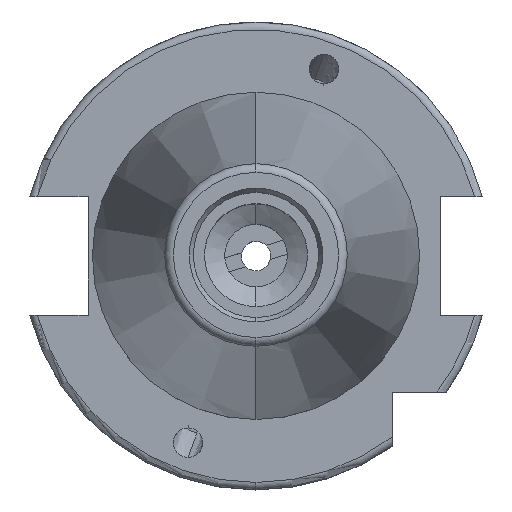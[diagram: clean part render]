
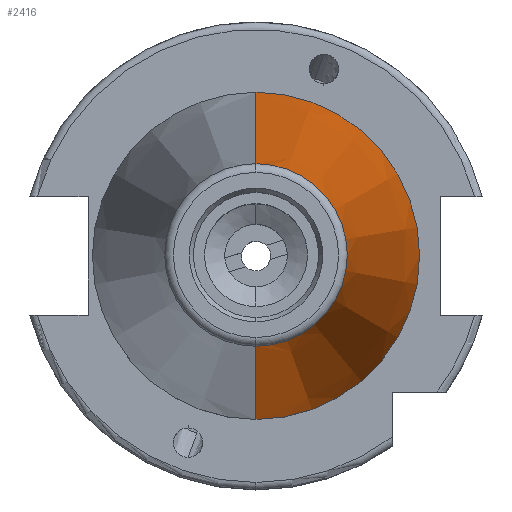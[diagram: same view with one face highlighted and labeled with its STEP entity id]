
A CAD part, top view. The second image highlights one B-rep face of the part: STEP entity #2416.
In plain terms, the highlighted conical face has half-angle 8.297 degrees and reference radius 22.225 mm.
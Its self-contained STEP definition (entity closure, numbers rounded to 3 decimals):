
#55 = FACE_OUTER_BOUND ( 'NONE', #6423, .T. ) ;
#279 = CARTESIAN_POINT ( 'NONE',  ( 0., 0., 19.1 ) ) ;
#451 = VECTOR ( 'NONE', #3965, 1000. ) ;
#600 = ORIENTED_EDGE ( 'NONE', *, *, #6837, .F. ) ;
#672 = AXIS2_PLACEMENT_3D ( 'NONE', #2014, #5800, #2546 ) ;
#726 = CARTESIAN_POINT ( 'NONE',  ( 0., 22.225, 19.1 ) ) ;
#1141 = VECTOR ( 'NONE', #5906, 1000. ) ;
#1176 = CARTESIAN_POINT ( 'NONE',  ( 0., 0., 19.1 ) ) ;
#1536 = CIRCLE ( 'NONE', #672, 12.4 ) ;
#1635 = CIRCLE ( 'NONE', #3616, 22.225 ) ;
#1729 = DIRECTION ( 'NONE',  ( 0., -1., 0. ) ) ;
#2014 = CARTESIAN_POINT ( 'NONE',  ( 0., 0., 86.473 ) ) ;
#2416 = ADVANCED_FACE ( 'NONE', ( #55 ), #6915, .T. ) ;
#2546 = DIRECTION ( 'NONE',  ( 0., -1., 0. ) ) ;
#3298 = EDGE_CURVE ( 'NONE', #6862, #4242, #5480, .T. ) ;
#3616 = AXIS2_PLACEMENT_3D ( 'NONE', #1176, #4984, #1729 ) ;
#3965 = DIRECTION ( 'NONE',  ( 0., 0.144, -0.99 ) ) ;
#3980 = ORIENTED_EDGE ( 'NONE', *, *, #4051, .F. ) ;
#4051 = EDGE_CURVE ( 'NONE', #4230, #6361, #6560, .T. ) ;
#4191 = ORIENTED_EDGE ( 'NONE', *, *, #3298, .T. ) ;
#4230 = VERTEX_POINT ( 'NONE', #6398 ) ;
#4242 = VERTEX_POINT ( 'NONE', #5848 ) ;
#4549 = DIRECTION ( 'NONE',  ( 0., 1., 0. ) ) ;
#4984 = DIRECTION ( 'NONE',  ( 0., 0., 1. ) ) ;
#5011 = CARTESIAN_POINT ( 'NONE',  ( 0., -22.225, 19.1 ) ) ;
#5084 = EDGE_CURVE ( 'NONE', #4242, #6361, #1635, .T. ) ;
#5256 = AXIS2_PLACEMENT_3D ( 'NONE', #279, #7002, #4549 ) ;
#5261 = CARTESIAN_POINT ( 'NONE',  ( 0., -12.4, 86.473 ) ) ;
#5480 = LINE ( 'NONE', #5011, #1141 ) ;
#5607 = ORIENTED_EDGE ( 'NONE', *, *, #5084, .T. ) ;
#5800 = DIRECTION ( 'NONE',  ( 0., 0., 1. ) ) ;
#5848 = CARTESIAN_POINT ( 'NONE',  ( 0., -22.225, 19.1 ) ) ;
#5906 = DIRECTION ( 'NONE',  ( 0., -0.144, -0.99 ) ) ;
#6361 = VERTEX_POINT ( 'NONE', #6446 ) ;
#6398 = CARTESIAN_POINT ( 'NONE',  ( 0., 12.4, 86.473 ) ) ;
#6423 = EDGE_LOOP ( 'NONE', ( #600, #4191, #5607, #3980 ) ) ;
#6446 = CARTESIAN_POINT ( 'NONE',  ( 0., 22.225, 19.1 ) ) ;
#6560 = LINE ( 'NONE', #726, #451 ) ;
#6837 = EDGE_CURVE ( 'NONE', #6862, #4230, #1536, .T. ) ;
#6862 = VERTEX_POINT ( 'NONE', #5261 ) ;
#6915 = CONICAL_SURFACE ( 'NONE', #5256, 22.225, 0.145 ) ;
#7002 = DIRECTION ( 'NONE',  ( 0., 0., -1. ) ) ;
